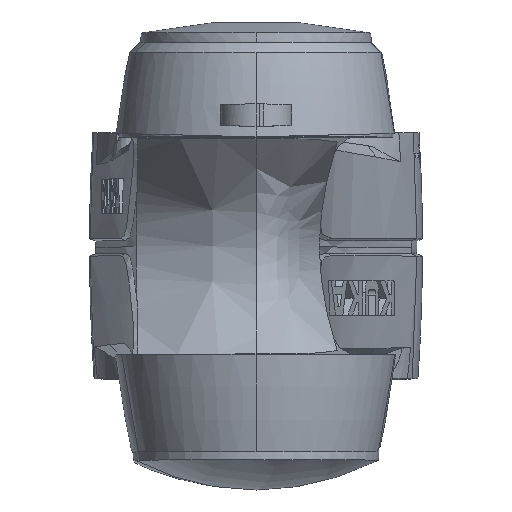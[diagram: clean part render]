
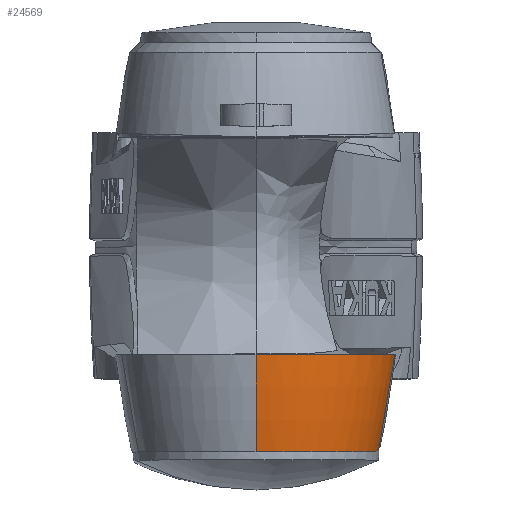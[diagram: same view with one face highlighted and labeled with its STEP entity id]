
A CAD part, top view. The second image highlights one B-rep face of the part: STEP entity #24569.
In plain terms, the highlighted toroidal (fillet/blend) face has major radius 423 mm and minor radius 500 mm.
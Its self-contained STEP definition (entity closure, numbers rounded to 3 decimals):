
#253 = CARTESIAN_POINT ( 'NONE',  ( 28.149, -108.892, 919.999 ) ) ;
#347 = CARTESIAN_POINT ( 'NONE',  ( 66.134, -108.892, 905.459 ) ) ;
#540 = CARTESIAN_POINT ( 'NONE',  ( 37.841, -108.892, 918.802 ) ) ;
#712 = CARTESIAN_POINT ( 'NONE',  ( 59.869, -57.5, 920.068 ) ) ;
#735 = EDGE_CURVE ( 'NONE', #24720, #796, #16590, .T. ) ;
#796 = VERTEX_POINT ( 'NONE', #19035 ) ;
#1038 = CARTESIAN_POINT ( 'NONE',  ( 88.397, -108.892, 869.339 ) ) ;
#1111 = CARTESIAN_POINT ( 'NONE',  ( 93.082, -92.247, 862.465 ) ) ;
#1264 = EDGE_CURVE ( 'NONE', #26369, #26937, #9080, .T. ) ;
#2548 = CARTESIAN_POINT ( 'NONE',  ( 82.968, -108.892, 884.677 ) ) ;
#2624 = EDGE_CURVE ( 'NONE', #26937, #24720, #7059, .T. ) ;
#3020 = CARTESIAN_POINT ( 'NONE',  ( 86.458, -57.5, 895.897 ) ) ;
#3092 = VERTEX_POINT ( 'NONE', #13770 ) ;
#4216 = AXIS2_PLACEMENT_3D ( 'NONE', #7331, #7138, #11737 ) ;
#4841 = CARTESIAN_POINT ( 'NONE',  ( 31.362, -108.892, 919.769 ) ) ;
#5024 = CARTESIAN_POINT ( 'NONE',  ( 80.986, -57.5, 903.117 ) ) ;
#5217 = CARTESIAN_POINT ( 'NONE',  ( 88.861, -57.5, 892.033 ) ) ;
#6046 = CARTESIAN_POINT ( 'NONE',  ( 25., 0., 855. ) ) ;
#7059 = B_SPLINE_CURVE_WITH_KNOTS ( 'NONE', 3,
 ( #19734, #24013, #1111, #10325, #24214, #28910 ),
 .UNSPECIFIED., .F., .F.,
 ( 4, 2, 4 ),
 ( 0., 0.5, 1. ),
 .UNSPECIFIED. ) ;
#7138 = DIRECTION ( 'NONE',  ( -1., 0., 0. ) ) ;
#7153 = CARTESIAN_POINT ( 'NONE',  ( 88.397, -108.892, 869.339 ) ) ;
#7331 = CARTESIAN_POINT ( 'NONE',  ( 25., 0., 432. ) ) ;
#7450 = CARTESIAN_POINT ( 'NONE',  ( 87.481, -108.892, 873.39 ) ) ;
#7523 = CARTESIAN_POINT ( 'NONE',  ( 55.794, -57.5, 922.092 ) ) ;
#8835 = TOROIDAL_SURFACE ( 'NONE', #9963, -423., 500. ) ;
#9080 = B_SPLINE_CURVE_WITH_KNOTS ( 'NONE', 3,
 ( #1038, #23847, #24138, #17049 ),
 .UNSPECIFIED., .F., .F.,
 ( 4, 4 ),
 ( 0., 1. ),
 .UNSPECIFIED. ) ;
#9722 = CARTESIAN_POINT ( 'NONE',  ( 77.915, -57.5, 906.475 ) ) ;
#9823 = CARTESIAN_POINT ( 'NONE',  ( 42.967, -57.5, 926.602 ) ) ;
#9928 = CARTESIAN_POINT ( 'NONE',  ( 29.53, -57.5, 928.683 ) ) ;
#9963 = AXIS2_PLACEMENT_3D ( 'NONE', #6046, #26346, #26534 ) ;
#10325 = CARTESIAN_POINT ( 'NONE',  ( 95.963, -75.573, 862.213 ) ) ;
#10511 = ORIENTED_EDGE ( 'NONE', *, *, #735, .T. ) ;
#11649 = CARTESIAN_POINT ( 'NONE',  ( 60.224, -108.892, 909.749 ) ) ;
#11737 = DIRECTION ( 'NONE',  ( 0., -1., 0. ) ) ;
#11939 = CARTESIAN_POINT ( 'NONE',  ( 74.227, -108.892, 897.612 ) ) ;
#13770 = CARTESIAN_POINT ( 'NONE',  ( 25., -108.892, 919.999 ) ) ;
#13955 = CARTESIAN_POINT ( 'NONE',  ( 76.669, -108.892, 894.628 ) ) ;
#14058 = ORIENTED_EDGE ( 'NONE', *, *, #1264, .T. ) ;
#14325 = CARTESIAN_POINT ( 'NONE',  ( 71.211, -57.5, 912.569 ) ) ;
#14530 = CARTESIAN_POINT ( 'NONE',  ( 97.071, -57.5, 870.984 ) ) ;
#14910 = FACE_OUTER_BOUND ( 'NONE', #24301, .T. ) ;
#16170 = CARTESIAN_POINT ( 'NONE',  ( 88.397, -108.892, 869.339 ) ) ;
#16590 = B_SPLINE_CURVE_WITH_KNOTS ( 'NONE', 3,
 ( #23620, #21225, #14530, #21427, #21327, #5217, #3020, #5024, #9722, #14325, #21035, #712, #7523, #25907, #9823, #25813, #9928, #23419 ),
 .UNSPECIFIED., .F., .F.,
 ( 4, 2, 2, 2, 2, 2, 2, 2, 4 ),
 ( 0., 0.066, 0.133, 0.199, 0.266, 0.332, 0.399, 0.465, 0.531 ),
 .UNSPECIFIED. ) ;
#16899 = ORIENTED_EDGE ( 'NONE', *, *, #26808, .T. ) ;
#17049 = CARTESIAN_POINT ( 'NONE',  ( 89.841, -107.522, 862.749 ) ) ;
#18459 = CARTESIAN_POINT ( 'NONE',  ( 89.841, -107.522, 862.749 ) ) ;
#19035 = CARTESIAN_POINT ( 'NONE',  ( 25., -57.5, 928.683 ) ) ;
#19734 = CARTESIAN_POINT ( 'NONE',  ( 89.841, -107.522, 862.749 ) ) ;
#20072 = B_SPLINE_CURVE_WITH_KNOTS ( 'NONE', 3,
 ( #23040, #253, #4841, #540, #21145, #27748, #27943, #25342, #11649, #347, #23333, #11939, #13955, #20947, #2548, #25535, #7450, #7153 ),
 .UNSPECIFIED., .F., .F.,
 ( 4, 2, 2, 2, 2, 2, 2, 2, 4 ),
 ( 0.587, 0.638, 0.69, 0.742, 0.793, 0.845, 0.897, 0.948, 1. ),
 .UNSPECIFIED. ) ;
#20947 = CARTESIAN_POINT ( 'NONE',  ( 81.04, -108.892, 888.161 ) ) ;
#21035 = CARTESIAN_POINT ( 'NONE',  ( 67.577, -57.5, 915.306 ) ) ;
#21145 = CARTESIAN_POINT ( 'NONE',  ( 41.106, -108.892, 918.063 ) ) ;
#21225 = CARTESIAN_POINT ( 'NONE',  ( 97.918, -57.5, 866.514 ) ) ;
#21327 = CARTESIAN_POINT ( 'NONE',  ( 92.917, -57.5, 883.931 ) ) ;
#21427 = CARTESIAN_POINT ( 'NONE',  ( 94.57, -57.5, 879.693 ) ) ;
#23040 = CARTESIAN_POINT ( 'NONE',  ( 25., -108.892, 919.999 ) ) ;
#23333 = CARTESIAN_POINT ( 'NONE',  ( 68.96, -108.892, 903.027 ) ) ;
#23419 = CARTESIAN_POINT ( 'NONE',  ( 25., -57.5, 928.683 ) ) ;
#23620 = CARTESIAN_POINT ( 'NONE',  ( 98.349, -57.5, 862.005 ) ) ;
#23847 = CARTESIAN_POINT ( 'NONE',  ( 89.022, -108.299, 867.177 ) ) ;
#24013 = CARTESIAN_POINT ( 'NONE',  ( 91.5, -100.117, 862.604 ) ) ;
#24138 = CARTESIAN_POINT ( 'NONE',  ( 89.504, -107.842, 864.974 ) ) ;
#24214 = CARTESIAN_POINT ( 'NONE',  ( 97.262, -66.769, 862.1 ) ) ;
#24301 = EDGE_LOOP ( 'NONE', ( #27738, #16899, #14058, #29652, #10511 ) ) ;
#24569 = ADVANCED_FACE ( 'NONE', ( #14910 ), #8835, .T. ) ;
#24639 = EDGE_CURVE ( 'NONE', #3092, #796, #26350, .T. ) ;
#24720 = VERTEX_POINT ( 'NONE', #25083 ) ;
#25083 = CARTESIAN_POINT ( 'NONE',  ( 98.349, -57.5, 862.005 ) ) ;
#25342 = CARTESIAN_POINT ( 'NONE',  ( 57.139, -108.892, 911.607 ) ) ;
#25535 = CARTESIAN_POINT ( 'NONE',  ( 86.189, -108.892, 877.292 ) ) ;
#25813 = CARTESIAN_POINT ( 'NONE',  ( 34.06, -57.5, 928.264 ) ) ;
#25907 = CARTESIAN_POINT ( 'NONE',  ( 47.344, -57.5, 925.359 ) ) ;
#26346 = DIRECTION ( 'NONE',  ( 0., 1., 0. ) ) ;
#26350 = CIRCLE ( 'NONE', #4216, 500. ) ;
#26369 = VERTEX_POINT ( 'NONE', #16170 ) ;
#26534 = DIRECTION ( 'NONE',  ( 0., 0., 1. ) ) ;
#26808 = EDGE_CURVE ( 'NONE', #3092, #26369, #20072, .T. ) ;
#26937 = VERTEX_POINT ( 'NONE', #18459 ) ;
#27738 = ORIENTED_EDGE ( 'NONE', *, *, #24639, .F. ) ;
#27748 = CARTESIAN_POINT ( 'NONE',  ( 47.599, -108.892, 916.038 ) ) ;
#27943 = CARTESIAN_POINT ( 'NONE',  ( 50.826, -108.892, 914.752 ) ) ;
#28910 = CARTESIAN_POINT ( 'NONE',  ( 98.349, -57.5, 862.005 ) ) ;
#29652 = ORIENTED_EDGE ( 'NONE', *, *, #2624, .T. ) ;
